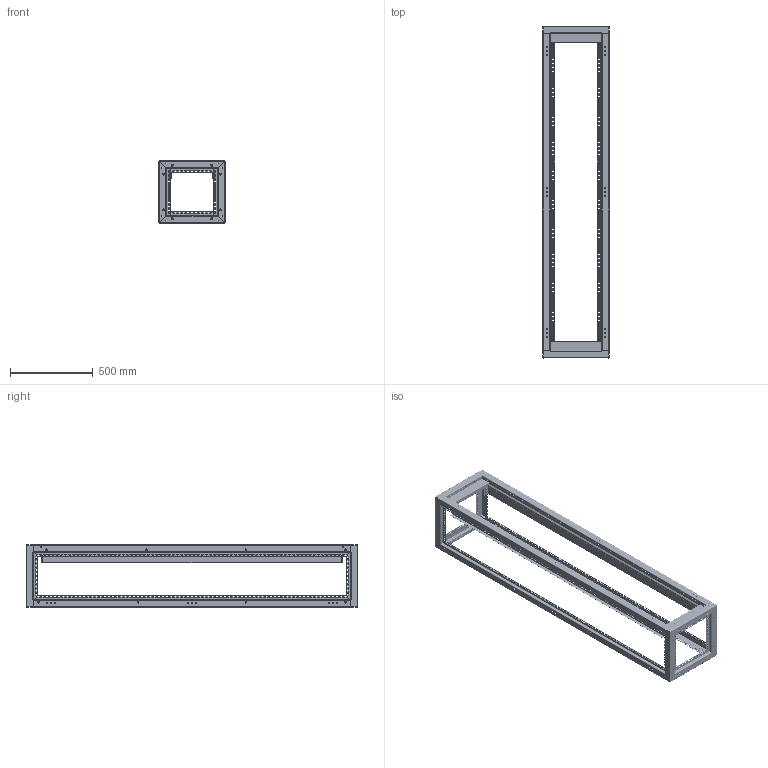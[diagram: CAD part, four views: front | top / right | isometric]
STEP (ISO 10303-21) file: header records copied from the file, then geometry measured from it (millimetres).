
FILE_DESCRIPTION(('STEP AP214'),'1');
FILE_NAME('cctmp_270AD159-41FD-4125-887E-451D4D4CFD83_2023_07_22_16_07_28_0031..stp','2023-07-22T14:07:33',('SIEMENS A&D'),('CADClick - www.CADClick.com'),'Spatial InterOp 3D postprocessed',' ','unknown authorization');
FILE_SCHEMA(('AUTOMOTIVE_DESIGN'));
Length unit declared in the file: millimetre
Products named in the file (27): cc_unnamed; 2023_07_22_16_07_27_0886; 2023_07_22_16_07_27_0882; 2023_07_22_16_07_27_0878; 2023_07_22_16_07_27_0874; 2023_07_22_16_07_27_0870; 2023_07_22_16_07_27_0866; 2023_07_22_16_07_27_0863; 2023_07_22_16_07_27_0859; 2023_07_22_16_07_27_0855; 2023_07_22_16_07_27_0851; 2023_07_22_16_07_27_0847; 2023_07_22_16_07_27_0843; 2023_07_22_16_07_27_0839; 2023_07_22_16_07_27_0835; 2023_07_22_16_07_27_0831; 2023_07_22_16_07_27_0827; 2023_07_22_16_07_27_0823; 2023_07_22_16_07_27_0819; 2023_07_22_16_07_27_0815; 2023_07_22_16_07_27_0811; 2023_07_22_16_07_27_0807; 2023_07_22_16_07_27_0803; 2023_07_22_16_07_27_0799; 2023_07_22_16_07_27_0795; 2023_07_22_16_07_27_0791; 2023_07_22_16_07_27_0787
Assembly tree (26 placements, depth 2):
  cc_unnamed
    2023_07_22_16_07_27_0886
    2023_07_22_16_07_27_0882
    2023_07_22_16_07_27_0878
    2023_07_22_16_07_27_0874
    2023_07_22_16_07_27_0870
    2023_07_22_16_07_27_0866
    2023_07_22_16_07_27_0863
    2023_07_22_16_07_27_0859
    2023_07_22_16_07_27_0855
    2023_07_22_16_07_27_0851
    2023_07_22_16_07_27_0847
    2023_07_22_16_07_27_0843
    2023_07_22_16_07_27_0839
    2023_07_22_16_07_27_0835
    2023_07_22_16_07_27_0831
    2023_07_22_16_07_27_0827
    2023_07_22_16_07_27_0823
    2023_07_22_16_07_27_0819
    2023_07_22_16_07_27_0815
    2023_07_22_16_07_27_0811
    2023_07_22_16_07_27_0807
    2023_07_22_16_07_27_0803
    2023_07_22_16_07_27_0799
    2023_07_22_16_07_27_0795
    2023_07_22_16_07_27_0791
    2023_07_22_16_07_27_0787
Bounding box: 400 x 2000 x 375 mm (x, y, z)
Volume: 4117689.5 mm3; surface area: 4605827.1 mm2
Topology: 26 solids, 26 shells, 5120 faces, 15064 edges, 9980 vertices
Faces by surface type: plane 2916, cylinder 2140, cone 64
Entity records: 193260 total; most frequent: CARTESIAN_POINT 30471, ORIENTED_EDGE 30128, DIRECTION 29766, EDGE_CURVE 15064, LINE 10608, VECTOR 10608, VERTEX_POINT 9980, AXIS2_PLACEMENT_3D 9579
